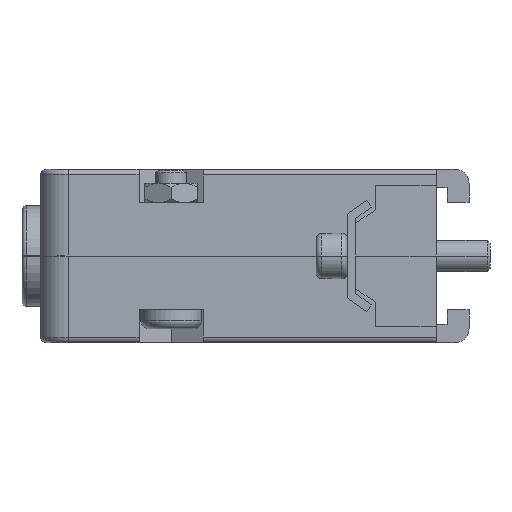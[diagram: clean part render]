
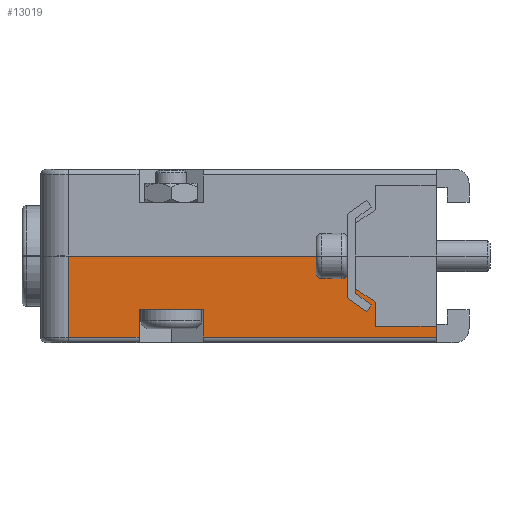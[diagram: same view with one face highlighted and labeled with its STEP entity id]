
A CAD part, left-side view. The second image highlights one B-rep face of the part: STEP entity #13019.
In plain terms, the highlighted planar face has unit normal (-1, 0, 0).
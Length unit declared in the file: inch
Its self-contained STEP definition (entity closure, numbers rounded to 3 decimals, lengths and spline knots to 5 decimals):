
#39 = VECTOR ( 'NONE', #10567, 39.37008 ) ;
#42 = VERTEX_POINT ( 'NONE', #5469 ) ;
#141 = ORIENTED_EDGE ( 'NONE', *, *, #3011, .T. ) ;
#236 = CARTESIAN_POINT ( 'NONE',  ( -0.39567, 0.12713, -0.19102 ) ) ;
#318 = AXIS2_PLACEMENT_3D ( 'NONE', #5581, #899, #2277 ) ;
#636 = CARTESIAN_POINT ( 'NONE',  ( -0.39567, -0.42087, -0.11811 ) ) ;
#846 = CARTESIAN_POINT ( 'NONE',  ( -0.39567, -0.42087, -0.11811 ) ) ;
#870 = CARTESIAN_POINT ( 'NONE',  ( -0.39567, 0.61063, -0.29102 ) ) ;
#899 = DIRECTION ( 'NONE',  ( -1., 0., 0. ) ) ;
#1166 = DIRECTION ( 'NONE',  ( 0., 0., -1. ) ) ;
#1542 = DIRECTION ( 'NONE',  ( 0., 0., 1. ) ) ;
#1655 = CARTESIAN_POINT ( 'NONE',  ( -0.39567, 0.35713, -0.19102 ) ) ;
#1859 = VECTOR ( 'NONE', #5750, 39.37008 ) ;
#2088 = EDGE_CURVE ( 'NONE', #10810, #7749, #6738, .T. ) ;
#2237 = VERTEX_POINT ( 'NONE', #6977 ) ;
#2277 = DIRECTION ( 'NONE',  ( 0., -1., 0. ) ) ;
#2308 = CARTESIAN_POINT ( 'NONE',  ( -0.39567, -0.71063, -0.31102 ) ) ;
#2382 = DIRECTION ( 'NONE',  ( 0., -1., 0. ) ) ;
#2586 = LINE ( 'NONE', #5493, #1859 ) ;
#2992 = VECTOR ( 'NONE', #2382, 39.37008 ) ;
#3011 = EDGE_CURVE ( 'NONE', #5090, #11384, #3123, .T. ) ;
#3086 = ORIENTED_EDGE ( 'NONE', *, *, #11041, .T. ) ;
#3123 = LINE ( 'NONE', #3379, #11133 ) ;
#3145 = ORIENTED_EDGE ( 'NONE', *, *, #2088, .T. ) ;
#3151 = CARTESIAN_POINT ( 'NONE',  ( -0.39567, -0.49213, -0.25197 ) ) ;
#3379 = CARTESIAN_POINT ( 'NONE',  ( -0.39567, 0.12713, -0.19102 ) ) ;
#3690 = LINE ( 'NONE', #4768, #12804 ) ;
#3921 = CARTESIAN_POINT ( 'NONE',  ( -0.39567, -0.71063, -0.29102 ) ) ;
#4282 = VECTOR ( 'NONE', #5555, 39.37008 ) ;
#4768 = CARTESIAN_POINT ( 'NONE',  ( -0.39567, -0.49213, -0.16535 ) ) ;
#4940 = LINE ( 'NONE', #7048, #12010 ) ;
#5029 = CARTESIAN_POINT ( 'NONE',  ( -0.39567, 0.35713, -0.29102 ) ) ;
#5090 = VERTEX_POINT ( 'NONE', #236 ) ;
#5437 = ORIENTED_EDGE ( 'NONE', *, *, #9339, .T. ) ;
#5469 = CARTESIAN_POINT ( 'NONE',  ( -0.39567, 0.61063, 0. ) ) ;
#5493 = CARTESIAN_POINT ( 'NONE',  ( -0.39567, 0.61063, -0.29102 ) ) ;
#5555 = DIRECTION ( 'NONE',  ( 0., 1., 0. ) ) ;
#5581 = CARTESIAN_POINT ( 'NONE',  ( -0.39567, 0.61063, -0.31102 ) ) ;
#5750 = DIRECTION ( 'NONE',  ( 0., -1., 0. ) ) ;
#6145 = CARTESIAN_POINT ( 'NONE',  ( -0.39567, -0.49213, -0.25197 ) ) ;
#6269 = CARTESIAN_POINT ( 'NONE',  ( -0.39567, -0.71063, -0.25197 ) ) ;
#6342 = LINE ( 'NONE', #9367, #9836 ) ;
#6483 = ORIENTED_EDGE ( 'NONE', *, *, #11213, .T. ) ;
#6549 = ORIENTED_EDGE ( 'NONE', *, *, #12535, .T. ) ;
#6738 = LINE ( 'NONE', #3151, #4282 ) ;
#6836 = VECTOR ( 'NONE', #1542, 39.37008 ) ;
#6903 = DIRECTION ( 'NONE',  ( 0., 0., -1. ) ) ;
#6949 = EDGE_CURVE ( 'NONE', #2237, #42, #12366, .T. ) ;
#6977 = CARTESIAN_POINT ( 'NONE',  ( -0.39567, 0.61063, -0.29102 ) ) ;
#7017 = EDGE_CURVE ( 'NONE', #5090, #11335, #11459, .T. ) ;
#7048 = CARTESIAN_POINT ( 'NONE',  ( -0.39567, -0.42087, 0. ) ) ;
#7253 = CARTESIAN_POINT ( 'NONE',  ( -0.39567, 0.35713, -0.19102 ) ) ;
#7749 = VERTEX_POINT ( 'NONE', #6145 ) ;
#7759 = VERTEX_POINT ( 'NONE', #5029 ) ;
#8833 = DIRECTION ( 'NONE',  ( 0., 1., 0. ) ) ;
#8835 = CARTESIAN_POINT ( 'NONE',  ( -0.39567, -0.49213, -0.16535 ) ) ;
#9195 = PLANE ( 'NONE',  #318 ) ;
#9339 = EDGE_CURVE ( 'NONE', #9694, #14218, #4940, .T. ) ;
#9367 = CARTESIAN_POINT ( 'NONE',  ( -0.39567, 0.35713, -0.19102 ) ) ;
#9400 = CARTESIAN_POINT ( 'NONE',  ( -0.39567, -0.42087, 0. ) ) ;
#9441 = DIRECTION ( 'NONE',  ( 0., 0., 1. ) ) ;
#9458 = VECTOR ( 'NONE', #13852, 39.37008 ) ;
#9622 = ORIENTED_EDGE ( 'NONE', *, *, #7017, .F. ) ;
#9694 = VERTEX_POINT ( 'NONE', #636 ) ;
#9836 = VECTOR ( 'NONE', #1166, 39.37008 ) ;
#9871 = FACE_OUTER_BOUND ( 'NONE', #14902, .T. ) ;
#10050 = VERTEX_POINT ( 'NONE', #3921 ) ;
#10325 = ORIENTED_EDGE ( 'NONE', *, *, #15242, .T. ) ;
#10567 = DIRECTION ( 'NONE',  ( 0., -1., 0. ) ) ;
#10636 = DIRECTION ( 'NONE',  ( 0., 0., 1. ) ) ;
#10754 = CARTESIAN_POINT ( 'NONE',  ( -0.39567, 0.61063, 0. ) ) ;
#10810 = VERTEX_POINT ( 'NONE', #6269 ) ;
#11009 = CARTESIAN_POINT ( 'NONE',  ( -0.39567, 0.61063, -0.31102 ) ) ;
#11033 = ORIENTED_EDGE ( 'NONE', *, *, #12032, .T. ) ;
#11041 = EDGE_CURVE ( 'NONE', #13481, #9694, #14843, .T. ) ;
#11133 = VECTOR ( 'NONE', #6903, 39.37008 ) ;
#11213 = EDGE_CURVE ( 'NONE', #7749, #13481, #3690, .T. ) ;
#11335 = VERTEX_POINT ( 'NONE', #7253 ) ;
#11384 = VERTEX_POINT ( 'NONE', #14618 ) ;
#11459 = LINE ( 'NONE', #1655, #12738 ) ;
#11803 = ORIENTED_EDGE ( 'NONE', *, *, #6949, .F. ) ;
#11967 = LINE ( 'NONE', #2308, #12514 ) ;
#12010 = VECTOR ( 'NONE', #15368, 39.37008 ) ;
#12032 = EDGE_CURVE ( 'NONE', #10050, #10810, #11967, .T. ) ;
#12304 = ORIENTED_EDGE ( 'NONE', *, *, #13194, .F. ) ;
#12366 = LINE ( 'NONE', #11009, #6836 ) ;
#12514 = VECTOR ( 'NONE', #10636, 39.37008 ) ;
#12535 = EDGE_CURVE ( 'NONE', #11384, #10050, #13787, .T. ) ;
#12738 = VECTOR ( 'NONE', #8833, 39.37008 ) ;
#12804 = VECTOR ( 'NONE', #9441, 39.37008 ) ;
#12836 = LINE ( 'NONE', #10754, #2992 ) ;
#13019 = ADVANCED_FACE ( 'NONE', ( #9871 ), #9195, .T. ) ;
#13110 = ORIENTED_EDGE ( 'NONE', *, *, #15330, .F. ) ;
#13194 = EDGE_CURVE ( 'NONE', #42, #14218, #12836, .T. ) ;
#13481 = VERTEX_POINT ( 'NONE', #8835 ) ;
#13787 = LINE ( 'NONE', #870, #39 ) ;
#13852 = DIRECTION ( 'NONE',  ( 0., 0.833, 0.553 ) ) ;
#14218 = VERTEX_POINT ( 'NONE', #9400 ) ;
#14618 = CARTESIAN_POINT ( 'NONE',  ( -0.39567, 0.12713, -0.29102 ) ) ;
#14843 = LINE ( 'NONE', #846, #9458 ) ;
#14902 = EDGE_LOOP ( 'NONE', ( #13110, #9622, #141, #6549, #11033, #3145, #6483, #3086, #5437, #12304, #11803, #10325 ) ) ;
#15242 = EDGE_CURVE ( 'NONE', #2237, #7759, #2586, .T. ) ;
#15330 = EDGE_CURVE ( 'NONE', #11335, #7759, #6342, .T. ) ;
#15368 = DIRECTION ( 'NONE',  ( 0., 0., 1. ) ) ;
